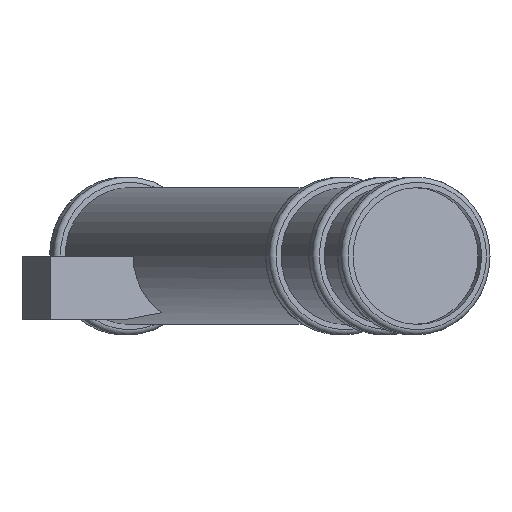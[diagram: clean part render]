
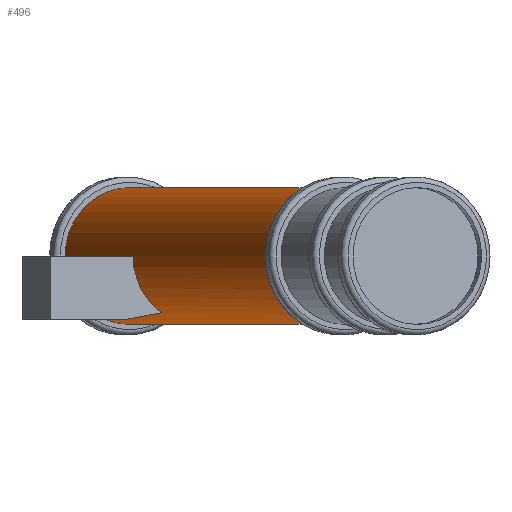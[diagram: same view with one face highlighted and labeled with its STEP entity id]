
A CAD part, front view. The second image highlights one B-rep face of the part: STEP entity #496.
In plain terms, the highlighted cylindrical face has radius 6.5 mm (diameter 13 mm), a full revolution.
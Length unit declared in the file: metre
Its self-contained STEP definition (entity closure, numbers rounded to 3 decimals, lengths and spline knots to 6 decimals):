
#28=LINE('',#834,#54);
#32=LINE('',#844,#58);
#35=LINE('',#852,#61);
#37=LINE('',#858,#63);
#54=VECTOR('',#680,1.);
#58=VECTOR('',#690,1.);
#61=VECTOR('',#699,1.);
#63=VECTOR('',#707,1.);
#176=ORIENTED_EDGE('',*,*,#251,.T.);
#177=ORIENTED_EDGE('',*,*,#249,.F.);
#178=ORIENTED_EDGE('',*,*,#248,.F.);
#179=ORIENTED_EDGE('',*,*,#246,.T.);
#180=ORIENTED_EDGE('',*,*,#252,.F.);
#181=ORIENTED_EDGE('',*,*,#243,.F.);
#182=ORIENTED_EDGE('',*,*,#242,.T.);
#183=ORIENTED_EDGE('',*,*,#240,.T.);
#184=ORIENTED_EDGE('',*,*,#237,.F.);
#185=ORIENTED_EDGE('',*,*,#220,.F.);
#220=EDGE_CURVE('',#275,#275,#320,.T.);
#237=EDGE_CURVE('',#289,#290,#28,.T.);
#240=EDGE_CURVE('',#291,#290,#322,.T.);
#242=EDGE_CURVE('',#292,#291,#32,.T.);
#243=EDGE_CURVE('',#292,#289,#323,.F.);
#246=EDGE_CURVE('',#293,#294,#35,.T.);
#248=EDGE_CURVE('',#293,#295,#324,.F.);
#249=EDGE_CURVE('',#295,#296,#37,.T.);
#251=EDGE_CURVE('',#294,#296,#325,.T.);
#252=EDGE_CURVE('',#297,#297,#326,.T.);
#275=VERTEX_POINT('',#797);
#289=VERTEX_POINT('',#833);
#290=VERTEX_POINT('',#835);
#291=VERTEX_POINT('',#839);
#292=VERTEX_POINT('',#843);
#293=VERTEX_POINT('',#849);
#294=VERTEX_POINT('',#851);
#295=VERTEX_POINT('',#855);
#296=VERTEX_POINT('',#859);
#297=VERTEX_POINT('',#865);
#320=CIRCLE('',#550,0.0065);
#322=CIRCLE('',#559,0.0065);
#323=CIRCLE('',#562,0.0065);
#324=CIRCLE('',#565,0.0065);
#325=CIRCLE('',#568,0.0065);
#326=CIRCLE('',#570,0.0065);
#375=EDGE_LOOP('',(#176,#177,#178,#179));
#376=EDGE_LOOP('',(#180));
#377=EDGE_LOOP('',(#181,#182,#183,#184));
#378=EDGE_LOOP('',(#185));
#439=FACE_BOUND('',#375,.T.);
#440=FACE_BOUND('',#376,.T.);
#441=FACE_BOUND('',#377,.T.);
#442=FACE_BOUND('',#378,.T.);
#466=CYLINDRICAL_SURFACE('',#569,0.0065);
#496=ADVANCED_FACE('',(#439,#440,#441,#442),#466,.T.);
#550=AXIS2_PLACEMENT_3D('',#796,#649,#650);
#559=AXIS2_PLACEMENT_3D('',#840,#685,#686);
#562=AXIS2_PLACEMENT_3D('',#846,#693,#694);
#565=AXIS2_PLACEMENT_3D('',#856,#703,#704);
#568=AXIS2_PLACEMENT_3D('',#862,#711,#712);
#569=AXIS2_PLACEMENT_3D('',#863,#713,#714);
#570=AXIS2_PLACEMENT_3D('',#864,#715,#716);
#649=DIRECTION('',(0.342,-0.94,0.));
#650=DIRECTION('',(0.94,0.342,0.));
#680=DIRECTION('',(0.342,-0.94,0.));
#685=DIRECTION('',(0.342,-0.94,0.));
#686=DIRECTION('',(0.94,0.342,0.));
#690=DIRECTION('',(0.342,-0.94,0.));
#693=DIRECTION('',(-0.342,0.94,0.));
#694=DIRECTION('',(-0.94,-0.342,0.));
#699=DIRECTION('',(0.342,-0.94,0.));
#703=DIRECTION('',(-0.342,0.94,0.));
#704=DIRECTION('',(-0.94,-0.342,0.));
#707=DIRECTION('',(0.342,-0.94,0.));
#711=DIRECTION('',(0.342,-0.94,0.));
#712=DIRECTION('',(0.94,0.342,0.));
#713=DIRECTION('',(-0.342,0.94,0.));
#714=DIRECTION('',(-0.94,-0.342,0.));
#715=DIRECTION('',(-0.342,0.94,0.));
#716=DIRECTION('',(-0.94,-0.342,0.));
#796=CARTESIAN_POINT('',(0.173257,-0.070899,0.073));
#797=CARTESIAN_POINT('',(0.179365,-0.068676,0.073));
#833=CARTESIAN_POINT('',(0.153801,-0.028071,0.067611));
#834=CARTESIAN_POINT('',(0.153801,-0.028069,0.067611));
#835=CARTESIAN_POINT('',(0.156469,-0.0354,0.067611));
#839=CARTESIAN_POINT('',(0.153776,-0.03638,0.073));
#840=CARTESIAN_POINT('',(0.159884,-0.034157,0.073));
#843=CARTESIAN_POINT('',(0.151109,-0.029051,0.073));
#844=CARTESIAN_POINT('',(0.151108,-0.029049,0.073));
#846=CARTESIAN_POINT('',(0.157217,-0.026828,0.073));
#849=CARTESIAN_POINT('',(0.160632,-0.025584,0.067611));
#851=CARTESIAN_POINT('',(0.1633,-0.032914,0.067611));
#852=CARTESIAN_POINT('',(0.160631,-0.025583,0.067611));
#855=CARTESIAN_POINT('',(0.163325,-0.024604,0.073));
#856=CARTESIAN_POINT('',(0.157217,-0.026828,0.073));
#858=CARTESIAN_POINT('',(0.163324,-0.024603,0.073));
#859=CARTESIAN_POINT('',(0.165992,-0.031934,0.073));
#862=CARTESIAN_POINT('',(0.159884,-0.034157,0.073));
#863=CARTESIAN_POINT('',(0.180782,-0.091572,0.073));
#864=CARTESIAN_POINT('',(0.15342,-0.016397,0.073));
#865=CARTESIAN_POINT('',(0.147312,-0.01862,0.073));
